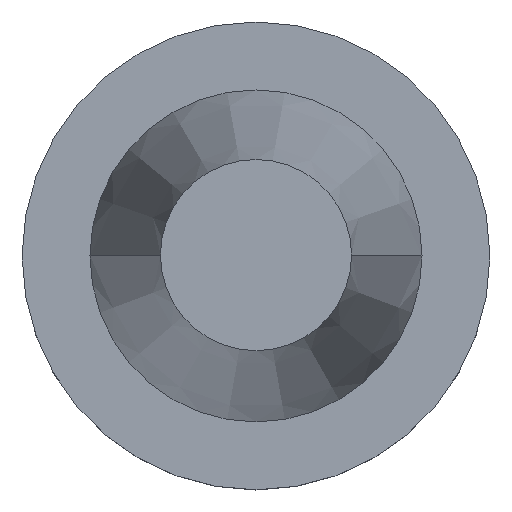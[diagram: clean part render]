
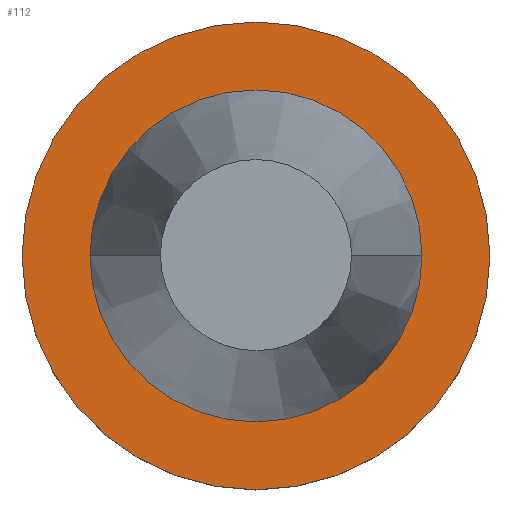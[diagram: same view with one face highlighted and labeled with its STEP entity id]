
A CAD part, top view. The second image highlights one B-rep face of the part: STEP entity #112.
In plain terms, the highlighted planar face has unit normal (0, 0, 1).
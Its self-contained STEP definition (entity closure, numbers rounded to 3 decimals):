
#10 = AXIS2_PLACEMENT_3D ( 'NONE', #53, #985, #574 ) ;
#16 = DIRECTION ( 'NONE',  ( 1., 0., 0. ) ) ;
#53 = CARTESIAN_POINT ( 'NONE',  ( 0., 0., -1.5 ) ) ;
#73 = VERTEX_POINT ( 'NONE', #226 ) ;
#80 = CARTESIAN_POINT ( 'NONE',  ( -34.925, 0., -1.5 ) ) ;
#87 = AXIS2_PLACEMENT_3D ( 'NONE', #448, #781, #16 ) ;
#89 = EDGE_CURVE ( 'NONE', #1000, #73, #725, .T. ) ;
#112 = ADVANCED_FACE ( 'NONE', ( #245, #904 ), #386, .F. ) ;
#226 = CARTESIAN_POINT ( 'NONE',  ( 34.925, 0., -1.5 ) ) ;
#229 = EDGE_CURVE ( 'NONE', #73, #1000, #689, .T. ) ;
#245 = FACE_BOUND ( 'NONE', #652, .T. ) ;
#259 = CARTESIAN_POINT ( 'NONE',  ( 0., 0., -1.5 ) ) ;
#263 = EDGE_CURVE ( 'NONE', #432, #946, #304, .T. ) ;
#273 = DIRECTION ( 'NONE',  ( 1., 0., 0. ) ) ;
#301 = DIRECTION ( 'NONE',  ( 0., 0., -1. ) ) ;
#304 = CIRCLE ( 'NONE', #87, 49.215 ) ;
#336 = CARTESIAN_POINT ( 'NONE',  ( -49.215, 0., -1.5 ) ) ;
#370 = AXIS2_PLACEMENT_3D ( 'NONE', #259, #590, #741 ) ;
#386 = PLANE ( 'NONE',  #429 ) ;
#397 = ORIENTED_EDGE ( 'NONE', *, *, #89, .F. ) ;
#429 = AXIS2_PLACEMENT_3D ( 'NONE', #719, #301, #963 ) ;
#432 = VERTEX_POINT ( 'NONE', #336 ) ;
#437 = CARTESIAN_POINT ( 'NONE',  ( 0., 0., -1.5 ) ) ;
#443 = AXIS2_PLACEMENT_3D ( 'NONE', #437, #690, #273 ) ;
#448 = CARTESIAN_POINT ( 'NONE',  ( 0., 0., -1.5 ) ) ;
#476 = ORIENTED_EDGE ( 'NONE', *, *, #263, .T. ) ;
#521 = ORIENTED_EDGE ( 'NONE', *, *, #229, .F. ) ;
#525 = EDGE_CURVE ( 'NONE', #946, #432, #996, .T. ) ;
#574 = DIRECTION ( 'NONE',  ( 1., 0., 0. ) ) ;
#584 = CARTESIAN_POINT ( 'NONE',  ( 49.215, 0., -1.5 ) ) ;
#590 = DIRECTION ( 'NONE',  ( 0., 0., 1. ) ) ;
#652 = EDGE_LOOP ( 'NONE', ( #521, #397 ) ) ;
#689 = CIRCLE ( 'NONE', #443, 34.925 ) ;
#690 = DIRECTION ( 'NONE',  ( 0., 0., 1. ) ) ;
#719 = CARTESIAN_POINT ( 'NONE',  ( 0., 49.215, -1.5 ) ) ;
#725 = CIRCLE ( 'NONE', #10, 34.925 ) ;
#741 = DIRECTION ( 'NONE',  ( 1., 0., 0. ) ) ;
#781 = DIRECTION ( 'NONE',  ( 0., 0., 1. ) ) ;
#870 = ORIENTED_EDGE ( 'NONE', *, *, #525, .T. ) ;
#904 = FACE_OUTER_BOUND ( 'NONE', #1024, .T. ) ;
#946 = VERTEX_POINT ( 'NONE', #584 ) ;
#963 = DIRECTION ( 'NONE',  ( -1., 0., 0. ) ) ;
#985 = DIRECTION ( 'NONE',  ( 0., 0., 1. ) ) ;
#996 = CIRCLE ( 'NONE', #370, 49.215 ) ;
#1000 = VERTEX_POINT ( 'NONE', #80 ) ;
#1024 = EDGE_LOOP ( 'NONE', ( #870, #476 ) ) ;
